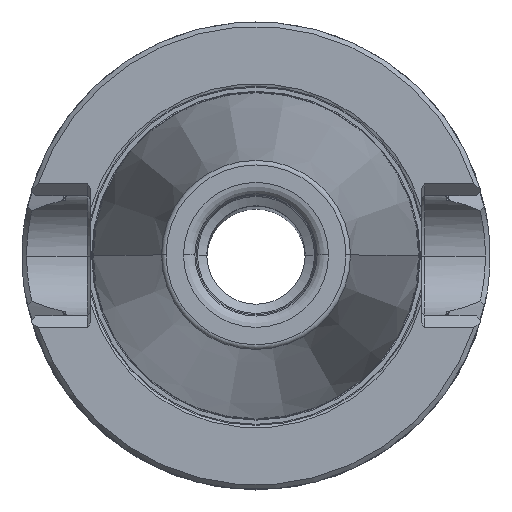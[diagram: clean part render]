
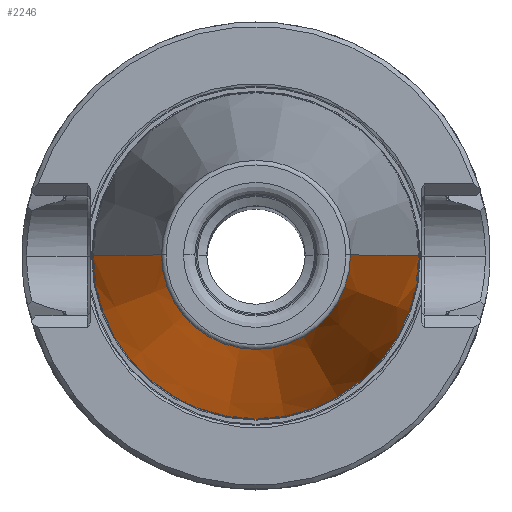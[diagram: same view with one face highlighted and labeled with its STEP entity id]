
A CAD part, top view. The second image highlights one B-rep face of the part: STEP entity #2246.
In plain terms, the highlighted conical face has half-angle 8.297 degrees and reference radius 19.102 mm.
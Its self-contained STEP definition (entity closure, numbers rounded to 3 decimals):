
#1128=VERTEX_POINT('NONE',#2805);
#1460=EDGE_CURVE('NONE',#2280,#1128,#3180,.T.);
#1818=VERTEX_POINT('NONE',#3584);
#1846=EDGE_CURVE('NONE',#2280,#1818,#3615,.T.);
#1872=EDGE_CURVE('NONE',#2022,#1128,#3644,.F.);
#1882=EDGE_CURVE('NONE',#1818,#2022,#3656,.T.);
#2022=VERTEX_POINT('NONE',#3806);
#2246=ADVANCED_FACE('NONE',(#4055),#4056,.T.);
#2280=VERTEX_POINT('NONE',#4093);
#2805=CARTESIAN_POINT('',(34.925,0.0,0.0));
#3180=LINE('',#5596,#5597);
#3584=CARTESIAN_POINT('',(-20.199,0.,100.978));
#3615=CIRCLE('',#6409,20.199);
#3644=CIRCLE('',#6467,34.925);
#3656=LINE('',#6485,#6486);
#3806=CARTESIAN_POINT('',(-34.925,0.,0.0));
#4055=FACE_OUTER_BOUND('',#7239,.T.);
#4056=CONICAL_SURFACE('',#7240,19.102,0.145);
#4093=CARTESIAN_POINT('',(20.199,0.0,100.978));
#5596=CARTESIAN_POINT('',(19.102,0.0,108.5));
#5597=VECTOR('',#8460,1000.0);
#6409=AXIS2_PLACEMENT_3D('',#9023,#9024,#9025);
#6467=AXIS2_PLACEMENT_3D('',#9060,#9061,#9062);
#6485=CARTESIAN_POINT('',(-19.102,0.,108.5));
#6486=VECTOR('',#9080,1000.0);
#7239=EDGE_LOOP('',(#9541,#9542,#9543,#9544));
#7240=AXIS2_PLACEMENT_3D('',#9545,#9546,#9547);
#8460=DIRECTION('',(0.144,0.0,-0.99));
#9023=CARTESIAN_POINT('',(0.0,0.0,100.978));
#9024=DIRECTION('',(0.0,0.0,-1.0));
#9025=DIRECTION('',(1.0,0.0,0.0));
#9060=CARTESIAN_POINT('',(0.0,0.0,0.0));
#9061=DIRECTION('',(0.0,0.0,-1.0));
#9062=DIRECTION('',(1.0,0.0,0.0));
#9080=DIRECTION('',(-0.144,0.,-0.99));
#9541=ORIENTED_EDGE('',*,*,#1846,.T.);
#9542=ORIENTED_EDGE('',*,*,#1882,.T.);
#9543=ORIENTED_EDGE('',*,*,#1872,.T.);
#9544=ORIENTED_EDGE('',*,*,#1460,.F.);
#9545=CARTESIAN_POINT('',(0.0,0.0,108.5));
#9546=DIRECTION('',(-0.0,0.0,-1.0));
#9547=DIRECTION('',(1.0,0.0,0.0));
